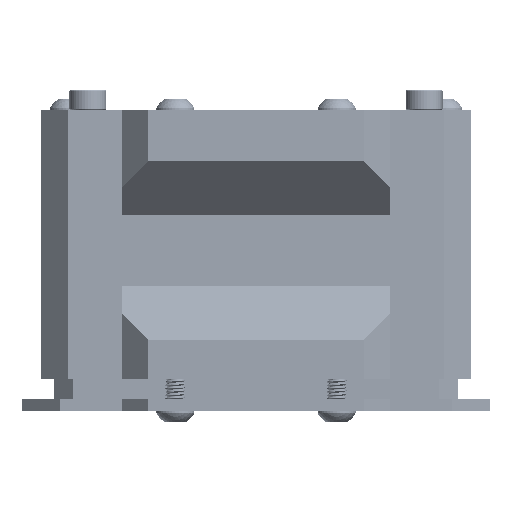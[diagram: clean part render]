
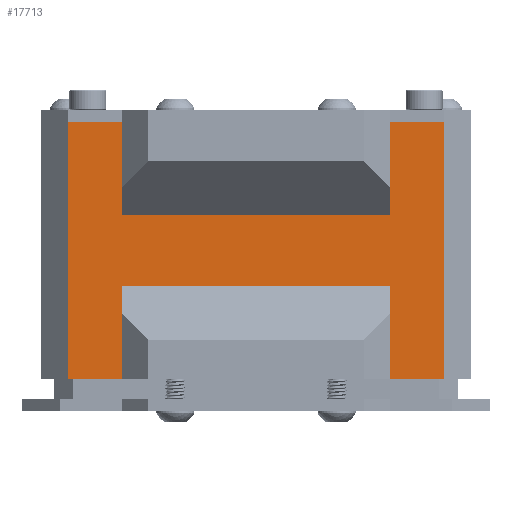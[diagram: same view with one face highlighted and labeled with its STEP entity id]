
A CAD part, left-side view. The second image highlights one B-rep face of the part: STEP entity #17713.
In plain terms, the highlighted planar face has unit normal (-1, 0, 0).
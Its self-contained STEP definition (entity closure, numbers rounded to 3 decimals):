
#1221=LINE('',#35040,#2544);
#1227=LINE('',#35052,#2550);
#1276=LINE('',#35248,#2599);
#1292=LINE('',#35298,#2615);
#1296=LINE('',#35306,#2619);
#1297=LINE('',#35309,#2620);
#1298=LINE('',#35311,#2621);
#1299=LINE('',#35313,#2622);
#1300=LINE('',#35315,#2623);
#1301=LINE('',#35317,#2624);
#1302=LINE('',#35319,#2625);
#1303=LINE('',#35320,#2626);
#2544=VECTOR('',#21157,10.);
#2550=VECTOR('',#21163,10.);
#2599=VECTOR('',#21314,10.);
#2615=VECTOR('',#21382,10.);
#2619=VECTOR('',#21394,10.);
#2620=VECTOR('',#21397,10.);
#2621=VECTOR('',#21398,10.);
#2622=VECTOR('',#21399,10.);
#2623=VECTOR('',#21400,10.);
#2624=VECTOR('',#21401,10.);
#2625=VECTOR('',#21402,10.);
#2626=VECTOR('',#21403,10.);
#3841=PLANE('',#19015);
#4449=FACE_OUTER_BOUND('',#5431,.T.);
#5431=EDGE_LOOP('',(#13558,#13559,#13560,#13561,#13562,#13563,#13564,#13565,
#13566,#13567,#13568,#13569));
#7910=VERTEX_POINT('',#35037);
#7911=VERTEX_POINT('',#35039);
#7916=VERTEX_POINT('',#35049);
#7917=VERTEX_POINT('',#35051);
#7964=VERTEX_POINT('',#35237);
#7969=VERTEX_POINT('',#35246);
#7978=VERTEX_POINT('',#35308);
#7979=VERTEX_POINT('',#35310);
#7980=VERTEX_POINT('',#35312);
#7981=VERTEX_POINT('',#35314);
#7982=VERTEX_POINT('',#35316);
#7983=VERTEX_POINT('',#35318);
#9915=EDGE_CURVE('',#7910,#7911,#1221,.T.);
#9921=EDGE_CURVE('',#7916,#7917,#1227,.T.);
#9998=EDGE_CURVE('',#7964,#7969,#1276,.T.);
#10022=EDGE_CURVE('',#7916,#7964,#1292,.T.);
#10026=EDGE_CURVE('',#7969,#7911,#1296,.T.);
#10027=EDGE_CURVE('',#7978,#7910,#1297,.T.);
#10028=EDGE_CURVE('',#7978,#7979,#1298,.T.);
#10029=EDGE_CURVE('',#7979,#7980,#1299,.T.);
#10030=EDGE_CURVE('',#7981,#7980,#1300,.T.);
#10031=EDGE_CURVE('',#7981,#7982,#1301,.T.);
#10032=EDGE_CURVE('',#7982,#7983,#1302,.T.);
#10033=EDGE_CURVE('',#7917,#7983,#1303,.T.);
#13558=ORIENTED_EDGE('',*,*,#10022,.T.);
#13559=ORIENTED_EDGE('',*,*,#9998,.T.);
#13560=ORIENTED_EDGE('',*,*,#10026,.T.);
#13561=ORIENTED_EDGE('',*,*,#9915,.F.);
#13562=ORIENTED_EDGE('',*,*,#10027,.F.);
#13563=ORIENTED_EDGE('',*,*,#10028,.T.);
#13564=ORIENTED_EDGE('',*,*,#10029,.T.);
#13565=ORIENTED_EDGE('',*,*,#10030,.F.);
#13566=ORIENTED_EDGE('',*,*,#10031,.T.);
#13567=ORIENTED_EDGE('',*,*,#10032,.T.);
#13568=ORIENTED_EDGE('',*,*,#10033,.F.);
#13569=ORIENTED_EDGE('',*,*,#9921,.F.);
#17713=ADVANCED_FACE('',(#4449),#3841,.T.);
#19015=AXIS2_PLACEMENT_3D('',#35307,#21395,#21396);
#21157=DIRECTION('',(0.,-1.,0.));
#21163=DIRECTION('',(0.,-1.,0.));
#21314=DIRECTION('',(0.,1.,0.));
#21382=DIRECTION('',(0.,0.,-1.));
#21394=DIRECTION('',(0.,0.,1.));
#21395=DIRECTION('center_axis',(-1.,0.,0.));
#21396=DIRECTION('ref_axis',(0.,-1.,0.));
#21397=DIRECTION('',(0.,0.,1.));
#21398=DIRECTION('',(0.,-1.,0.));
#21399=DIRECTION('',(0.,0.,1.));
#21400=DIRECTION('',(0.,1.,0.));
#21401=DIRECTION('',(0.,0.,-1.));
#21402=DIRECTION('',(0.,-1.,0.));
#21403=DIRECTION('',(0.,0.,-1.));
#35037=CARTESIAN_POINT('',(0.,60.,40.));
#35039=CARTESIAN_POINT('',(0.,52.,40.));
#35040=CARTESIAN_POINT('',(0.,64.,40.));
#35049=CARTESIAN_POINT('',(0.,12.,40.));
#35051=CARTESIAN_POINT('',(0.,4.,40.));
#35052=CARTESIAN_POINT('',(0.,64.,40.));
#35237=CARTESIAN_POINT('',(0.,12.,26.2));
#35246=CARTESIAN_POINT('',(0.,52.,26.2));
#35248=CARTESIAN_POINT('',(0.,56.,26.2));
#35298=CARTESIAN_POINT('',(0.,12.,20.));
#35306=CARTESIAN_POINT('',(0.,52.,20.));
#35307=CARTESIAN_POINT('Origin',(0.,64.,0.));
#35308=CARTESIAN_POINT('',(0.,60.,1.8));
#35309=CARTESIAN_POINT('',(0.,60.,0.));
#35310=CARTESIAN_POINT('',(0.,52.,1.8));
#35311=CARTESIAN_POINT('',(0.,48.,1.8));
#35312=CARTESIAN_POINT('',(0.,52.,15.6));
#35313=CARTESIAN_POINT('',(0.,52.,0.9));
#35314=CARTESIAN_POINT('',(0.,12.,15.6));
#35315=CARTESIAN_POINT('',(0.,48.,15.6));
#35316=CARTESIAN_POINT('',(0.,12.,1.8));
#35317=CARTESIAN_POINT('',(0.,12.,0.9));
#35318=CARTESIAN_POINT('',(0.,4.,1.8));
#35319=CARTESIAN_POINT('',(0.,48.,1.8));
#35320=CARTESIAN_POINT('',(0.,4.,0.));
